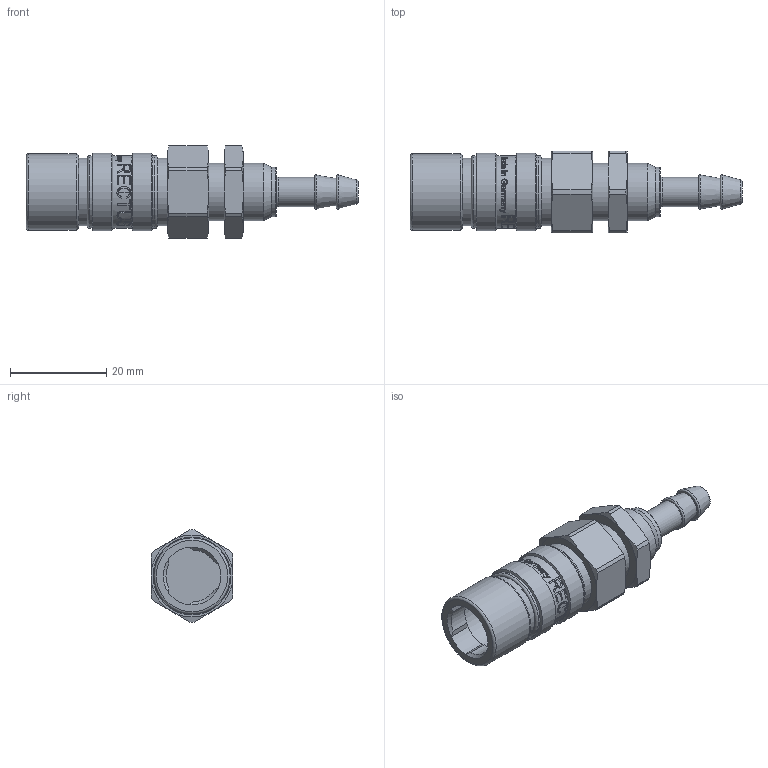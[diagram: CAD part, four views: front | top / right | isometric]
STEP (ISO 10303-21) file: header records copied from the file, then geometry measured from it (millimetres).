
FILE_DESCRIPTION((''),'2;1');
FILE_NAME('21kats06mpx3.stp','2014-04-30T12:59:57',('AS035480'),(''),'Autodesk Inventor 2013','Autodesk Inventor 2013','');
FILE_SCHEMA(('AUTOMOTIVE_DESIGN { 1 0 10303 214 1 1 1 1 }'));
Length unit declared in the file: millimetre
Products named in the file (1): D110419
Bounding box: 68.91 x 17 x 19.15 mm (x, y, z)
Volume: 8809.7 mm3; surface area: 5485.1 mm2
Topology: 1 solids, 4 shells, 495 faces, 1276 edges, 835 vertices
Faces by surface type: plane 179, bspline 178, cylinder 79, cone 49, torus 10
Full cylindrical faces by diameter (mm): 6.05 x1, 10.2 x1, 10.594 x1, 10.7 x1, 11.4 x1, 11.5 x1, 12 x3, 12.15 x1, 12.3 x1, 14 x4, 15.1 x3, 15.8 x1, 16.15 x2
Entity records: 60615 total; most frequent: CARTESIAN_POINT 49952, ORIENTED_EDGE 2406, DIRECTION 1475, EDGE_CURVE 1203, VERTEX_POINT 817, EDGE_LOOP 600, AXIS2_PLACEMENT_3D 523, B_SPLINE_CURVE_WITH_KNOTS 508
